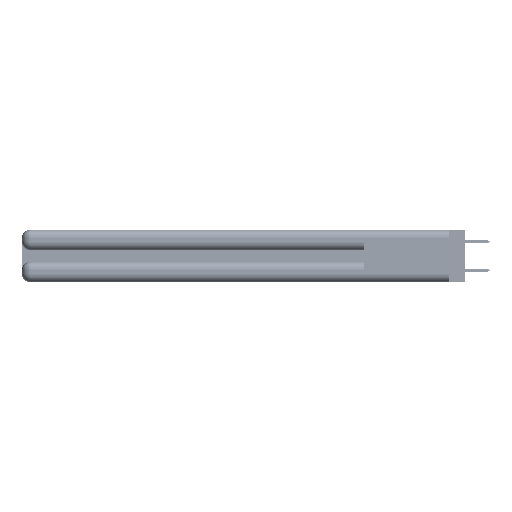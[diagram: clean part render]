
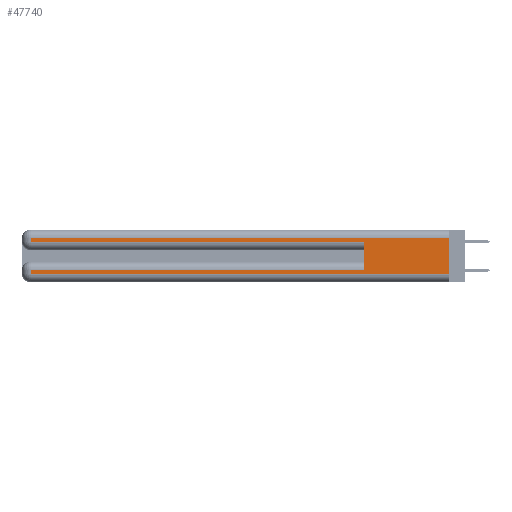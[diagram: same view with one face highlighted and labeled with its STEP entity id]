
A CAD part, left-side view. The second image highlights one B-rep face of the part: STEP entity #47740.
In plain terms, the highlighted planar face has unit normal (-1, 0, 0).
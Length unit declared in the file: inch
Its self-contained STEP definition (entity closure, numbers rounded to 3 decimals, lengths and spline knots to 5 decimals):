
#257 = LINE ( 'NONE', #13177, #46108 ) ;
#1183 = VECTOR ( 'NONE', #25910, 39.37008 ) ;
#4021 = EDGE_CURVE ( 'NONE', #5235, #32388, #48991, .T. ) ;
#4163 = DIRECTION ( 'NONE',  ( 0., 1., 0. ) ) ;
#4539 = ORIENTED_EDGE ( 'NONE', *, *, #38904, .F. ) ;
#4599 = CARTESIAN_POINT ( 'NONE',  ( 0., 0.6, 0.145 ) ) ;
#5235 = VERTEX_POINT ( 'NONE', #8285 ) ;
#5888 = CARTESIAN_POINT ( 'NONE',  ( 0., 2.94, 0.37 ) ) ;
#6082 = DIRECTION ( 'NONE',  ( 0., 0., -1. ) ) ;
#6116 = ORIENTED_EDGE ( 'NONE', *, *, #33752, .T. ) ;
#6340 = VECTOR ( 'NONE', #32292, 39.37008 ) ;
#7560 = VERTEX_POINT ( 'NONE', #21157 ) ;
#8285 = CARTESIAN_POINT ( 'NONE',  ( 0., 2.94, 0.085 ) ) ;
#8316 = VECTOR ( 'NONE', #6082, 39.37008 ) ;
#8426 = DIRECTION ( 'NONE',  ( 1., 0., 0. ) ) ;
#10613 = LINE ( 'NONE', #22436, #32484 ) ;
#10792 = ORIENTED_EDGE ( 'NONE', *, *, #42213, .T. ) ;
#12537 = ORIENTED_EDGE ( 'NONE', *, *, #31526, .T. ) ;
#12748 = AXIS2_PLACEMENT_3D ( 'NONE', #26038, #8426, #22044 ) ;
#13177 = CARTESIAN_POINT ( 'NONE',  ( 0., 0., 0.085 ) ) ;
#17058 = PLANE ( 'NONE',  #12748 ) ;
#17266 = CARTESIAN_POINT ( 'NONE',  ( 0., 2.94, 0.06 ) ) ;
#17982 = LINE ( 'NONE', #19519, #6340 ) ;
#19519 = CARTESIAN_POINT ( 'NONE',  ( 0., 0., 0.06 ) ) ;
#19786 = LINE ( 'NONE', #33832, #25854 ) ;
#21157 = CARTESIAN_POINT ( 'NONE',  ( 0., 0.6, 0.085 ) ) ;
#22044 = DIRECTION ( 'NONE',  ( 0., 0., -1. ) ) ;
#22436 = CARTESIAN_POINT ( 'NONE',  ( 0., 0., 0.285 ) ) ;
#25854 = VECTOR ( 'NONE', #55817, 39.37008 ) ;
#25910 = DIRECTION ( 'NONE',  ( 0., 0., -1. ) ) ;
#26038 = CARTESIAN_POINT ( 'NONE',  ( 0., 0., 0.37 ) ) ;
#26994 = VERTEX_POINT ( 'NONE', #33490 ) ;
#28147 = EDGE_LOOP ( 'NONE', ( #39293, #6116, #12537, #29695, #4539, #10792, #38591, #36713 ) ) ;
#28972 = EDGE_CURVE ( 'NONE', #32388, #29946, #17982, .T. ) ;
#29695 = ORIENTED_EDGE ( 'NONE', *, *, #41634, .T. ) ;
#29946 = VERTEX_POINT ( 'NONE', #36797 ) ;
#30048 = VERTEX_POINT ( 'NONE', #55994 ) ;
#31526 = EDGE_CURVE ( 'NONE', #30048, #35753, #37097, .T. ) ;
#32292 = DIRECTION ( 'NONE',  ( 0., -1., 0. ) ) ;
#32388 = VERTEX_POINT ( 'NONE', #17266 ) ;
#32484 = VECTOR ( 'NONE', #48007, 39.37008 ) ;
#33105 = CARTESIAN_POINT ( 'NONE',  ( 0., 0., 0.37 ) ) ;
#33490 = CARTESIAN_POINT ( 'NONE',  ( 0., 0.6, 0.285 ) ) ;
#33752 = EDGE_CURVE ( 'NONE', #53829, #30048, #19786, .T. ) ;
#33832 = CARTESIAN_POINT ( 'NONE',  ( 0., 0., 0.31 ) ) ;
#35753 = VERTEX_POINT ( 'NONE', #47786 ) ;
#35802 = LINE ( 'NONE', #33105, #43329 ) ;
#36713 = ORIENTED_EDGE ( 'NONE', *, *, #28972, .T. ) ;
#36797 = CARTESIAN_POINT ( 'NONE',  ( 0., 0., 0.06 ) ) ;
#37097 = LINE ( 'NONE', #5888, #8316 ) ;
#37528 = DIRECTION ( 'NONE',  ( 0., 0., -1. ) ) ;
#38591 = ORIENTED_EDGE ( 'NONE', *, *, #4021, .T. ) ;
#38904 = EDGE_CURVE ( 'NONE', #7560, #26994, #47195, .T. ) ;
#39293 = ORIENTED_EDGE ( 'NONE', *, *, #42602, .F. ) ;
#39297 = CARTESIAN_POINT ( 'NONE',  ( 0., 2.94, 0.37 ) ) ;
#41634 = EDGE_CURVE ( 'NONE', #35753, #26994, #10613, .T. ) ;
#42213 = EDGE_CURVE ( 'NONE', #7560, #5235, #257, .T. ) ;
#42602 = EDGE_CURVE ( 'NONE', #53829, #29946, #35802, .T. ) ;
#43329 = VECTOR ( 'NONE', #37528, 39.37008 ) ;
#43953 = CARTESIAN_POINT ( 'NONE',  ( 0., 0., 0.31 ) ) ;
#45486 = FACE_OUTER_BOUND ( 'NONE', #28147, .T. ) ;
#46108 = VECTOR ( 'NONE', #4163, 39.37008 ) ;
#47195 = LINE ( 'NONE', #4599, #51321 ) ;
#47740 = ADVANCED_FACE ( 'NONE', ( #45486 ), #17058, .F. ) ;
#47786 = CARTESIAN_POINT ( 'NONE',  ( 0., 2.94, 0.285 ) ) ;
#48007 = DIRECTION ( 'NONE',  ( 0., -1., 0. ) ) ;
#48991 = LINE ( 'NONE', #39297, #1183 ) ;
#51321 = VECTOR ( 'NONE', #52757, 39.37008 ) ;
#52757 = DIRECTION ( 'NONE',  ( 0., 0., 1. ) ) ;
#53829 = VERTEX_POINT ( 'NONE', #43953 ) ;
#55817 = DIRECTION ( 'NONE',  ( 0., 1., 0. ) ) ;
#55994 = CARTESIAN_POINT ( 'NONE',  ( 0., 2.94, 0.31 ) ) ;
